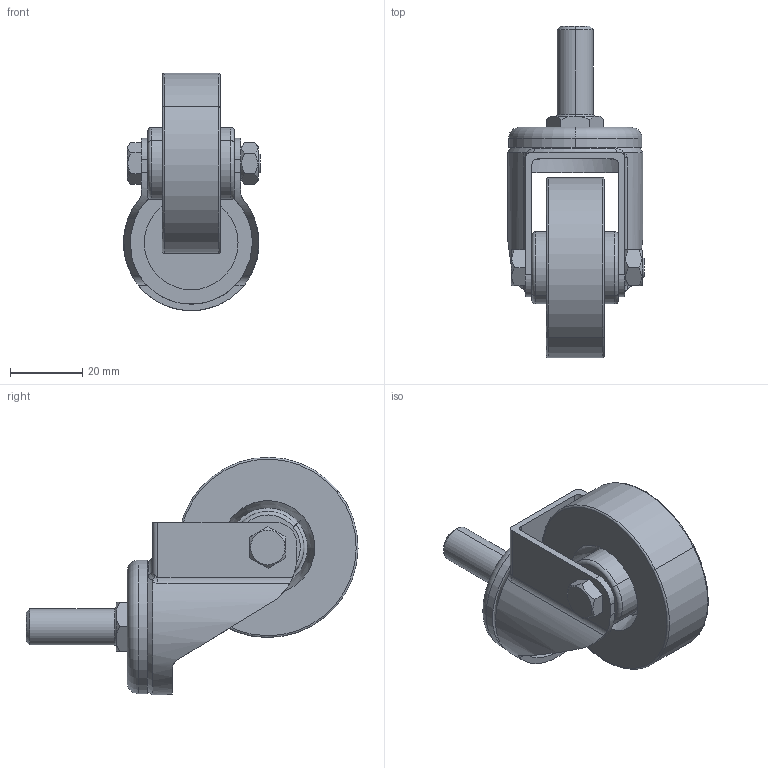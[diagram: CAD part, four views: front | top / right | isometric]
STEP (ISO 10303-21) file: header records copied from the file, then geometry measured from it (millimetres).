
FILE_DESCRIPTION (( 'STEP AP214' ), '1' );
FILE_NAME ('D82 Êîëåñî áåç òîðìîçà O50 Ì10õ25.STEP', '2021-06-11T07:16:16', ( 'Windows User' ), ( '' ), 'SwSTEP 2.0', 'SolidWorks 2021', '' );
FILE_SCHEMA (( 'AUTOMOTIVE_DESIGN' ));
Length unit declared in the file: millimetre
Products named in the file (6): D82 鍔錓_00; D82 Êîëåñî áåç òîðìîçà O50 Ì10õ25; D82 Ïîäïèøïèêîâûé óçåë_00; D82 昜闉趌00; D82 扻錼勷_00; D82 蹴濋趌00
Assembly tree (5 placements, depth 2):
  D82 Êîëåñî áåç òîðìîçà O50 Ì10õ25
    D82 昜闉趌00
    D82 鍔錓_00
    D82 蹴濋趌00
    D82 扻錼勷_00
    D82 Ïîäïèøïèêîâûé óçåë_00
Bounding box: 37.96 x 92.1 x 65.84 mm (x, y, z)
Volume: 47093.5 mm3; surface area: 22924.8 mm2
Topology: 5 solids, 5 shells, 152 faces, 357 edges, 224 vertices
Faces by surface type: plane 49, cylinder 44, cone 26, torus 25, bspline 8
Entity records: 5248 total; most frequent: CARTESIAN_POINT 1511, DIRECTION 756, ORIENTED_EDGE 714, EDGE_CURVE 357, AXIS2_PLACEMENT_3D 317, VERTEX_POINT 224, EDGE_LOOP 171, CIRCLE 165
